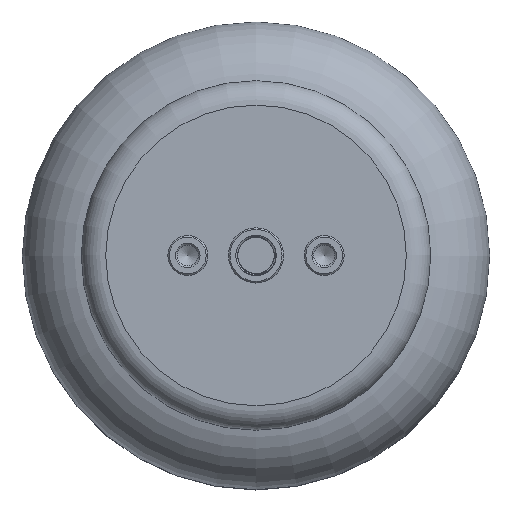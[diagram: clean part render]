
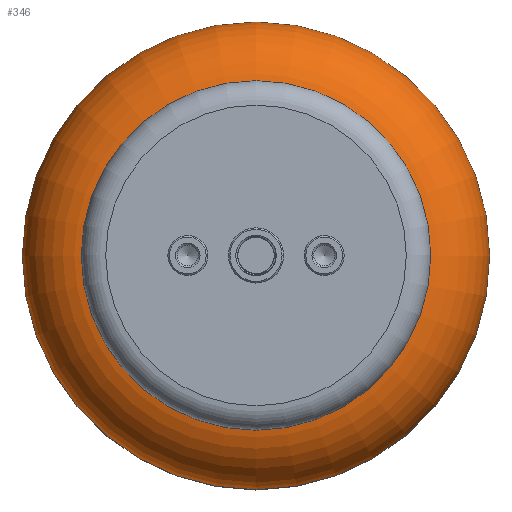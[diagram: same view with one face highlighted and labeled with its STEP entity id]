
A CAD part, top view. The second image highlights one B-rep face of the part: STEP entity #346.
In plain terms, the highlighted toroidal (fillet/blend) face has major radius 52.05 mm and minor radius 24.2 mm.
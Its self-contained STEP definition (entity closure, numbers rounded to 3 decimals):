
#268=TOROIDAL_SURFACE('',#1494,52.05,24.2);
#346=ADVANCED_FACE('',(#507,#508),#268,.T.);
#507=FACE_BOUND('',#715,.T.);
#508=FACE_BOUND('',#716,.T.);
#715=EDGE_LOOP('',(#923));
#716=EDGE_LOOP('',(#924));
#923=ORIENTED_EDGE('',*,*,#1246,.F.);
#924=ORIENTED_EDGE('',*,*,#1247,.T.);
#1128=VERTEX_POINT('',#2176);
#1129=VERTEX_POINT('',#2179);
#1246=EDGE_CURVE('',#1128,#1128,#1360,.T.);
#1247=EDGE_CURVE('',#1129,#1129,#1361,.T.);
#1360=CIRCLE('',#1491,52.741);
#1361=CIRCLE('',#1493,52.05);
#1491=AXIS2_PLACEMENT_3D('',#2175,#1762,#1763);
#1493=AXIS2_PLACEMENT_3D('',#2178,#1766,#1767);
#1494=AXIS2_PLACEMENT_3D('',#2180,#1768,#1769);
#1762=DIRECTION('',(0.,0.,1.));
#1763=DIRECTION('',(-1.,0.,0.));
#1766=DIRECTION('',(0.,0.,1.));
#1767=DIRECTION('',(-1.,0.,0.));
#1768=DIRECTION('',(0.,0.,1.));
#1769=DIRECTION('',(-1.,0.,0.));
#2175=CARTESIAN_POINT('',(0.,0.,189.775));
#2176=CARTESIAN_POINT('',(-52.741,0.,189.775));
#2178=CARTESIAN_POINT('',(0.,0.,141.385));
#2179=CARTESIAN_POINT('',(-52.05,0.,141.385));
#2180=CARTESIAN_POINT('',(0.,0.,165.585));
